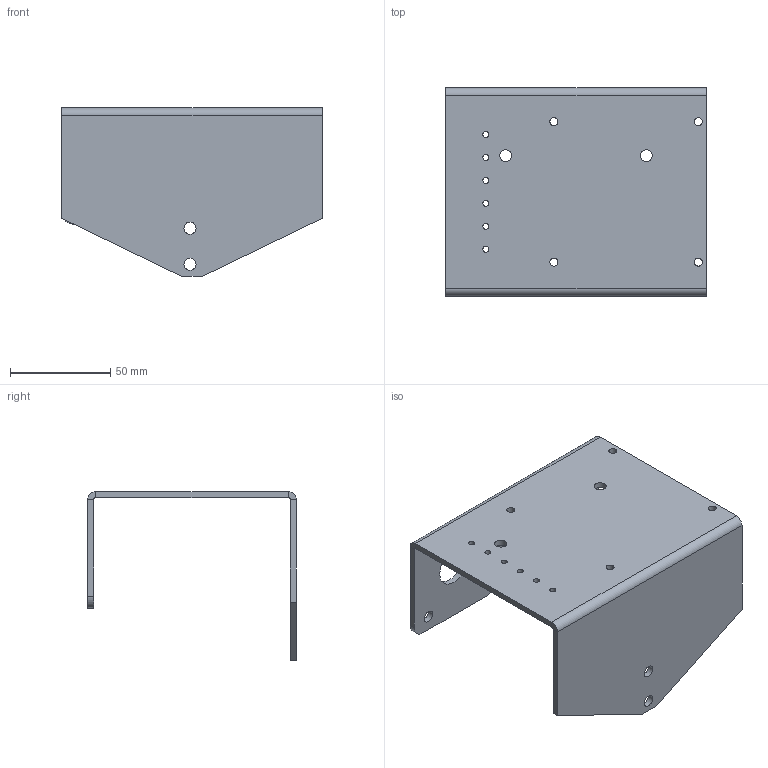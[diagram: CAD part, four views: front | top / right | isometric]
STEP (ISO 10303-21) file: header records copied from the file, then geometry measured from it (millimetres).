
FILE_DESCRIPTION(('FreeCAD Model'),'2;1');
FILE_NAME('Open CASCADE Shape Model','2022-12-05T20:50:08',(''),(''), 'Open CASCADE STEP processor 7.6','FreeCAD','Unknown');
FILE_SCHEMA(('AUTOMOTIVE_DESIGN { 1 0 10303 214 1 1 1 1 }'));
Length unit declared in the file: millimetre
Products named in the file (1): Auslass
Bounding box: 130 x 104 x 84.07 mm (x, y, z)
Volume: 84625.5 mm3; surface area: 59326.8 mm2
Topology: 1 solids, 1 shells, 45 faces, 113 edges, 70 vertices
Faces by surface type: cylinder 23, plane 18, bspline 4
Full cylindrical faces by diameter (mm): 3 x6, 4 x4, 6 x6, 20 x1
Entity records: 2944 total; most frequent: CARTESIAN_POINT 539, DIRECTION 453, LINE 239, VECTOR 239, ORIENTED_EDGE 226, PCURVE 226, DEFINITIONAL_REPRESENTATION 226, EDGE_CURVE 113
